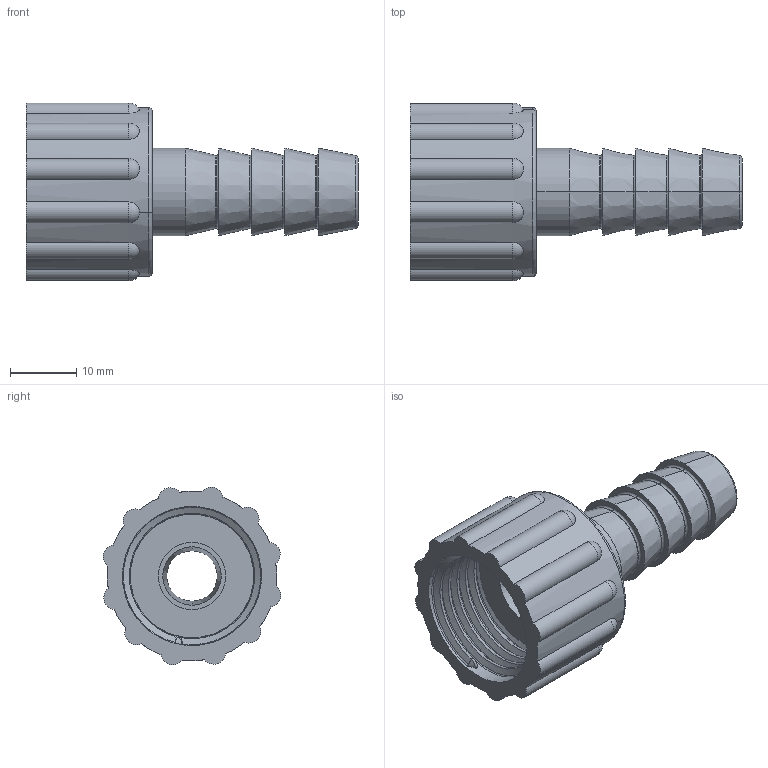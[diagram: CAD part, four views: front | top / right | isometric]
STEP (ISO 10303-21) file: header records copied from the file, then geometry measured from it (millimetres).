
FILE_DESCRIPTION (( 'STEP AP203' ), '1' );
FILE_NAME ('00120_0313.STEP', '2017-05-10T13:35:13', ( '' ), ( '' ), 'SwSTEP 2.0', 'SolidWorks 2011', '' );
FILE_SCHEMA (( 'CONFIG_CONTROL_DESIGN' ));
Length unit declared in the file: millimetre
Products named in the file (4): 00120_0313; 00125_0303; 00122_0303; 00123_0313
Assembly tree (3 placements, depth 2):
  00120_0313
    00122_0303
    00125_0303
    00123_0313
Bounding box: 50 x 26.77 x 26.77 mm (x, y, z)
Volume: 8254.8 mm3; surface area: 7769.1 mm2
Topology: 3 solids, 3 shells, 116 faces, 288 edges, 183 vertices
Faces by surface type: cylinder 48, torus 23, cone 15, plane 13, sphere 12, bspline 5
Entity records: 8133 total; most frequent: CARTESIAN_POINT 5019, DIRECTION 598, ORIENTED_EDGE 572, EDGE_CURVE 286, AXIS2_PLACEMENT_3D 262, VERTEX_POINT 183, CIRCLE 145, EDGE_LOOP 129
